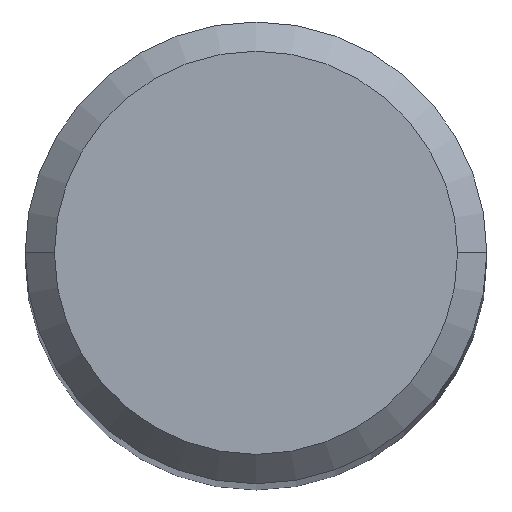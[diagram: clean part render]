
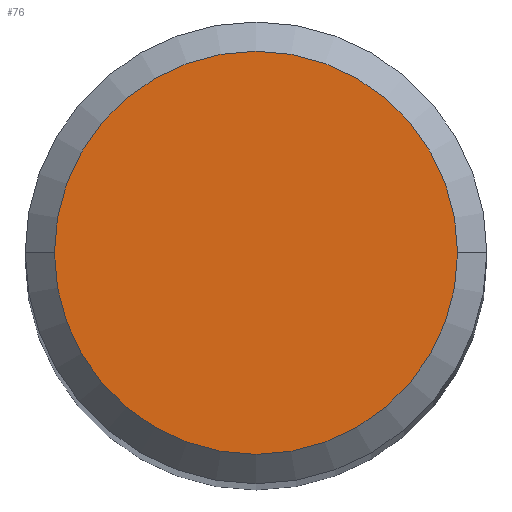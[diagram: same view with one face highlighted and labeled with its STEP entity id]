
A CAD part, top view. The second image highlights one B-rep face of the part: STEP entity #76.
In plain terms, the highlighted planar face has unit normal (0, 0, 1).
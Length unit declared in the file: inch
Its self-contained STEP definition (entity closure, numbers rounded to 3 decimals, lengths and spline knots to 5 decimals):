
#24 = CARTESIAN_POINT ( 'NONE',  ( 0., 0., 2.83465 ) ) ;
#28 = DIRECTION ( 'NONE',  ( 0., 0., 1. ) ) ;
#54 = ORIENTED_EDGE ( 'NONE', *, *, #110, .T. ) ;
#59 = DIRECTION ( 'NONE',  ( 1., 0., 0. ) ) ;
#63 = AXIS2_PLACEMENT_3D ( 'NONE', #24, #28, #335 ) ;
#64 = CIRCLE ( 'NONE', #412, 0.10311 ) ;
#67 = CARTESIAN_POINT ( 'NONE',  ( 0.10311, 0., 2.83465 ) ) ;
#76 = ADVANCED_FACE ( 'NONE', ( #160 ), #395, .T. ) ;
#105 = AXIS2_PLACEMENT_3D ( 'NONE', #172, #368, #59 ) ;
#110 = EDGE_CURVE ( 'NONE', #417, #180, #311, .T. ) ;
#119 = ORIENTED_EDGE ( 'NONE', *, *, #210, .T. ) ;
#123 = DIRECTION ( 'NONE',  ( 1., 0., 0. ) ) ;
#160 = FACE_OUTER_BOUND ( 'NONE', #193, .T. ) ;
#172 = CARTESIAN_POINT ( 'NONE',  ( 0., 0., 2.83465 ) ) ;
#180 = VERTEX_POINT ( 'NONE', #67 ) ;
#188 = DIRECTION ( 'NONE',  ( 0., 0., 1. ) ) ;
#189 = CARTESIAN_POINT ( 'NONE',  ( -0.10311, 0., 2.83465 ) ) ;
#193 = EDGE_LOOP ( 'NONE', ( #54, #119 ) ) ;
#195 = CARTESIAN_POINT ( 'NONE',  ( 0., 0., 2.83465 ) ) ;
#210 = EDGE_CURVE ( 'NONE', #180, #417, #64, .T. ) ;
#311 = CIRCLE ( 'NONE', #63, 0.10311 ) ;
#335 = DIRECTION ( 'NONE',  ( 1., 0., 0. ) ) ;
#368 = DIRECTION ( 'NONE',  ( 0., 0., 1. ) ) ;
#395 = PLANE ( 'NONE',  #105 ) ;
#412 = AXIS2_PLACEMENT_3D ( 'NONE', #195, #188, #123 ) ;
#417 = VERTEX_POINT ( 'NONE', #189 ) ;
